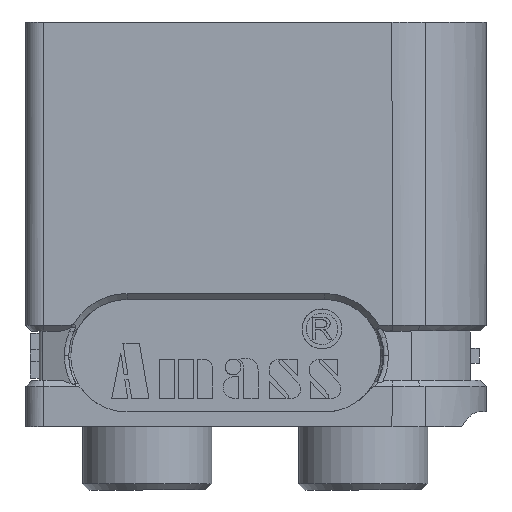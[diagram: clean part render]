
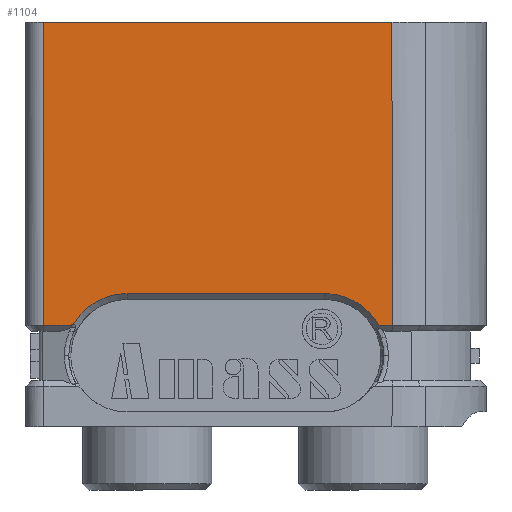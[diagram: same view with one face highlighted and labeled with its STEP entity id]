
A CAD part, front view. The second image highlights one B-rep face of the part: STEP entity #1104.
In plain terms, the highlighted planar face has unit normal (0, -1, 0).
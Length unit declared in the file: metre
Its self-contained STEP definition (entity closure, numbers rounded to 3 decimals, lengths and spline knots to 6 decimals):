
#1104 = ADVANCED_FACE( '', ( #2358 ), #2359, .T. );
#2358 = FACE_OUTER_BOUND( '', #4022, .T. );
#2359 = PLANE( '', #4023 );
#4022 = EDGE_LOOP( '', ( #7499, #7500, #7501, #7502, #7503, #7504, #7505, #7506, #7507 ) );
#4023 = AXIS2_PLACEMENT_3D( '', #7508, #7509, #7510 );
#7499 = ORIENTED_EDGE( '', *, *, #9559, .F. );
#7500 = ORIENTED_EDGE( '', *, *, #10009, .T. );
#7501 = ORIENTED_EDGE( '', *, *, #9700, .T. );
#7502 = ORIENTED_EDGE( '', *, *, #10088, .T. );
#7503 = ORIENTED_EDGE( '', *, *, #9436, .T. );
#7504 = ORIENTED_EDGE( '', *, *, #10089, .T. );
#7505 = ORIENTED_EDGE( '', *, *, #9056, .T. );
#7506 = ORIENTED_EDGE( '', *, *, #9918, .T. );
#7507 = ORIENTED_EDGE( '', *, *, #9123, .T. );
#7508 = CARTESIAN_POINT( '', ( -0.00765, -0.00395, 0. ) );
#7509 = DIRECTION( '', ( 0., -1., 0. ) );
#7510 = DIRECTION( '', ( 1., 0., 0. ) );
#9056 = EDGE_CURVE( '', #10860, #10864, #10866, .T. );
#9123 = EDGE_CURVE( '', #10980, #10978, #10981, .T. );
#9436 = EDGE_CURVE( '', #11500, #11501, #11502, .T. );
#9559 = EDGE_CURVE( '', #11687, #10978, #11689, .T. );
#9700 = EDGE_CURVE( '', #11901, #11899, #11902, .T. );
#9918 = EDGE_CURVE( '', #10864, #10980, #12181, .T. );
#10009 = EDGE_CURVE( '', #11687, #11901, #12297, .F. );
#10088 = EDGE_CURVE( '', #11899, #11500, #12395, .T. );
#10089 = EDGE_CURVE( '', #11501, #10860, #12396, .T. );
#10860 = VERTEX_POINT( '', #13811 );
#10864 = VERTEX_POINT( '', #13823 );
#10866 = B_SPLINE_CURVE_WITH_KNOTS( '', 2, ( #13826, #13827, #13828, #13829, #13830, #13831, #13832, #13833, #13834 ), .UNSPECIFIED., .F., .F., ( 3, 2, 2, 2, 3 ), ( 0., 0.25, 0.5, 0.75, 1. ), .UNSPECIFIED. );
#10978 = VERTEX_POINT( '', #14022 );
#10980 = VERTEX_POINT( '', #14027 );
#10981 = LINE( '', #14028, #14029 );
#11500 = VERTEX_POINT( '', #15245 );
#11501 = VERTEX_POINT( '', #15246 );
#11502 = B_SPLINE_CURVE_WITH_KNOTS( '', 2, ( #15247, #15248, #15249, #15250, #15251, #15252, #15253, #15254, #15255 ), .UNSPECIFIED., .F., .F., ( 3, 2, 2, 2, 3 ), ( 0., 0.25, 0.5, 0.75, 1. ), .UNSPECIFIED. );
#11687 = VERTEX_POINT( '', #15725 );
#11689 = LINE( '', #15732, #15733 );
#11899 = VERTEX_POINT( '', #16198 );
#11901 = VERTEX_POINT( '', #16203 );
#11902 = LINE( '', #16204, #16205 );
#12181 = B_SPLINE_CURVE_WITH_KNOTS( '', 1, ( #17014, #17015 ), .UNSPECIFIED., .F., .F., ( 2, 2 ), ( 0., 1. ), .UNSPECIFIED. );
#12297 = LINE( '', #17253, #17254 );
#12395 = B_SPLINE_CURVE_WITH_KNOTS( '', 2, ( #17550, #17551, #17552 ), .UNSPECIFIED., .F., .F., ( 3, 3 ), ( 0., 1. ), .UNSPECIFIED. );
#12396 = LINE( '', #17553, #17554 );
#13811 = CARTESIAN_POINT( '', ( 0.002308, -0.00395, 0.00445 ) );
#13823 = CARTESIAN_POINT( '', ( 0.004112, -0.00395, 0.0034 ) );
#13826 = CARTESIAN_POINT( '', ( 0.002308, -0.00395, 0.00445 ) );
#13827 = CARTESIAN_POINT( '', ( 0.002578, -0.00395, 0.00445 ) );
#13828 = CARTESIAN_POINT( '', ( 0.002839, -0.00395, 0.004381 ) );
#13829 = CARTESIAN_POINT( '', ( 0.003109, -0.00395, 0.004309 ) );
#13830 = CARTESIAN_POINT( '', ( 0.003352, -0.00395, 0.004168 ) );
#13831 = CARTESIAN_POINT( '', ( 0.003593, -0.00395, 0.004028 ) );
#13832 = CARTESIAN_POINT( '', ( 0.003789, -0.00395, 0.003828 ) );
#13833 = CARTESIAN_POINT( '', ( 0.003978, -0.00395, 0.003635 ) );
#13834 = CARTESIAN_POINT( '', ( 0.004112, -0.00395, 0.0034 ) );
#14022 = CARTESIAN_POINT( '', ( 0.004553, -0.00395, 0.0135 ) );
#14027 = CARTESIAN_POINT( '', ( 0.004558, -0.00395, 0.0034 ) );
#14028 = CARTESIAN_POINT( '', ( 0.004558, -0.00395, 0.0034 ) );
#14029 = VECTOR( '', #18247, 1. );
#15245 = CARTESIAN_POINT( '', ( -0.006054, -0.00395, 0.003448 ) );
#15246 = CARTESIAN_POINT( '', ( -0.004278, -0.00395, 0.00445 ) );
#15247 = CARTESIAN_POINT( '', ( -0.006054, -0.00395, 0.003448 ) );
#15248 = CARTESIAN_POINT( '', ( -0.005918, -0.00395, 0.003673 ) );
#15249 = CARTESIAN_POINT( '', ( -0.00573, -0.00395, 0.003858 ) );
#15250 = CARTESIAN_POINT( '', ( -0.005536, -0.00395, 0.004048 ) );
#15251 = CARTESIAN_POINT( '', ( -0.005298, -0.00395, 0.004182 ) );
#15252 = CARTESIAN_POINT( '', ( -0.005061, -0.00395, 0.004316 ) );
#15253 = CARTESIAN_POINT( '', ( -0.004797, -0.00395, 0.004384 ) );
#15254 = CARTESIAN_POINT( '', ( -0.004542, -0.00395, 0.00445 ) );
#15255 = CARTESIAN_POINT( '', ( -0.004278, -0.00395, 0.00445 ) );
#15725 = CARTESIAN_POINT( '', ( -0.00705, -0.00395, 0.0135 ) );
#15732 = CARTESIAN_POINT( '', ( 0., -0.00395, 0.0135 ) );
#15733 = VECTOR( '', #18454, 1. );
#16198 = CARTESIAN_POINT( '', ( -0.006143, -0.00395, 0.0034 ) );
#16203 = CARTESIAN_POINT( '', ( -0.00705, -0.00395, 0.0034 ) );
#16204 = CARTESIAN_POINT( '', ( -0.00765, -0.00395, 0.0034 ) );
#16205 = VECTOR( '', #18529, 1. );
#17014 = CARTESIAN_POINT( '', ( 0.004112, -0.00395, 0.0034 ) );
#17015 = CARTESIAN_POINT( '', ( 0.004558, -0.00395, 0.0034 ) );
#17253 = CARTESIAN_POINT( '', ( -0.00705, -0.00395, 0. ) );
#17254 = VECTOR( '', #18695, 1. );
#17550 = CARTESIAN_POINT( '', ( -0.006143, -0.00395, 0.0034 ) );
#17551 = CARTESIAN_POINT( '', ( -0.006085, -0.00395, 0.0034 ) );
#17552 = CARTESIAN_POINT( '', ( -0.006054, -0.00395, 0.003448 ) );
#17553 = CARTESIAN_POINT( '', ( -0.00765, -0.00395, 0.00445 ) );
#17554 = VECTOR( '', #18735, 1. );
#18247 = DIRECTION( '', ( 0., 0., 1. ) );
#18454 = DIRECTION( '', ( 1., 0., 0. ) );
#18529 = DIRECTION( '', ( 1., 0., 0. ) );
#18695 = DIRECTION( '', ( 0., 0., 1. ) );
#18735 = DIRECTION( '', ( 1., 0., 0. ) );
